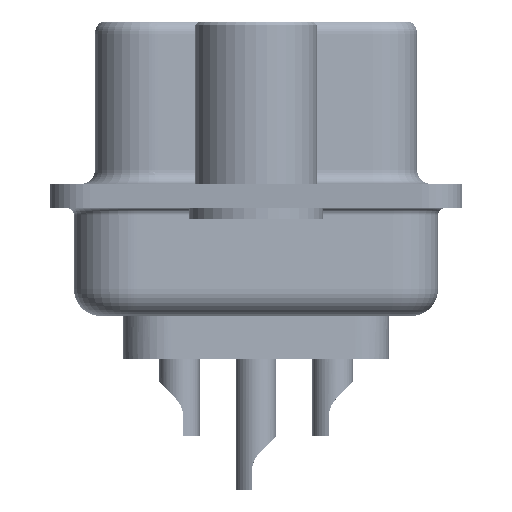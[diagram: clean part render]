
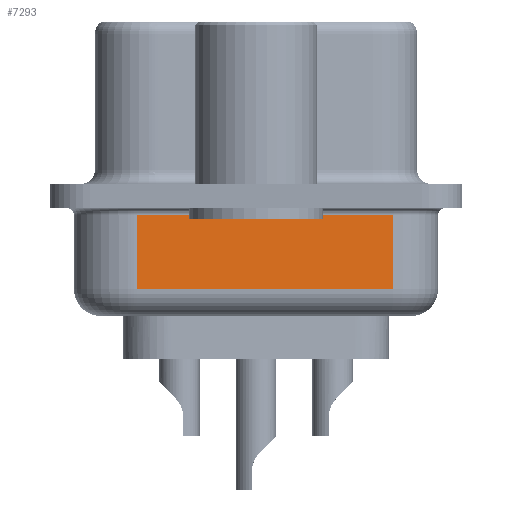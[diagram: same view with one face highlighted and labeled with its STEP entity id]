
A CAD part, left-side view. The second image highlights one B-rep face of the part: STEP entity #7293.
In plain terms, the highlighted planar face has unit normal (-0.985, -0.174, 0).
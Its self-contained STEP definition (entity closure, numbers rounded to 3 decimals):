
#1270 = VECTOR ( 'NONE', #1776, 1000. ) ;
#1691 = ORIENTED_EDGE ( 'NONE', *, *, #11338, .T. ) ;
#1776 = DIRECTION ( 'NONE',  ( -0.174, 0.985, 0. ) ) ;
#2003 = EDGE_CURVE ( 'NONE', #6923, #12656, #16585, .T. ) ;
#2298 = EDGE_CURVE ( 'NONE', #22213, #12656, #29260, .T. ) ;
#2688 = CARTESIAN_POINT ( 'NONE',  ( 2.93, 4.403, -0.7 ) ) ;
#4646 = ORIENTED_EDGE ( 'NONE', *, *, #2298, .T. ) ;
#5656 = CARTESIAN_POINT ( 'NONE',  ( 4.605, -5.097, -4.45 ) ) ;
#6923 = VERTEX_POINT ( 'NONE', #31165 ) ;
#7293 = ADVANCED_FACE ( 'NONE', ( #25288 ), #12278, .F. ) ;
#8924 = VECTOR ( 'NONE', #13426, 1000. ) ;
#9249 = DIRECTION ( 'NONE',  ( 0.174, -0.985, 0. ) ) ;
#11338 = EDGE_CURVE ( 'NONE', #25038, #22213, #24315, .T. ) ;
#12278 = PLANE ( 'NONE',  #27510 ) ;
#12656 = VERTEX_POINT ( 'NONE', #2688 ) ;
#13426 = DIRECTION ( 'NONE',  ( 0., 0., 1. ) ) ;
#13695 = EDGE_CURVE ( 'NONE', #6923, #25038, #19156, .T. ) ;
#14325 = CARTESIAN_POINT ( 'NONE',  ( 4.605, -5.097, -0.7 ) ) ;
#14717 = ORIENTED_EDGE ( 'NONE', *, *, #2003, .F. ) ;
#14889 = DIRECTION ( 'NONE',  ( 0.985, 0.174, 0. ) ) ;
#16585 = LINE ( 'NONE', #25420, #8924 ) ;
#19156 = LINE ( 'NONE', #27100, #25102 ) ;
#19307 = CARTESIAN_POINT ( 'NONE',  ( 4.605, -5.097, -3.45 ) ) ;
#21239 = EDGE_LOOP ( 'NONE', ( #14717, #32528, #1691, #4646 ) ) ;
#22213 = VERTEX_POINT ( 'NONE', #14325 ) ;
#24315 = LINE ( 'NONE', #5656, #30291 ) ;
#25038 = VERTEX_POINT ( 'NONE', #19307 ) ;
#25102 = VECTOR ( 'NONE', #9249, 1000. ) ;
#25288 = FACE_OUTER_BOUND ( 'NONE', #21239, .T. ) ;
#25420 = CARTESIAN_POINT ( 'NONE',  ( 2.93, 4.403, -4.45 ) ) ;
#27100 = CARTESIAN_POINT ( 'NONE',  ( 2.93, 4.403, -3.45 ) ) ;
#27510 = AXIS2_PLACEMENT_3D ( 'NONE', #27540, #14889, #32702 ) ;
#27540 = CARTESIAN_POINT ( 'NONE',  ( 2.93, 4.403, -4.45 ) ) ;
#28705 = DIRECTION ( 'NONE',  ( 0., 0., 1. ) ) ;
#29260 = LINE ( 'NONE', #29656, #1270 ) ;
#29656 = CARTESIAN_POINT ( 'NONE',  ( 2.93, 4.403, -0.7 ) ) ;
#30291 = VECTOR ( 'NONE', #28705, 1000. ) ;
#31165 = CARTESIAN_POINT ( 'NONE',  ( 2.93, 4.403, -3.45 ) ) ;
#32528 = ORIENTED_EDGE ( 'NONE', *, *, #13695, .T. ) ;
#32702 = DIRECTION ( 'NONE',  ( -0.174, 0.985, 0. ) ) ;
